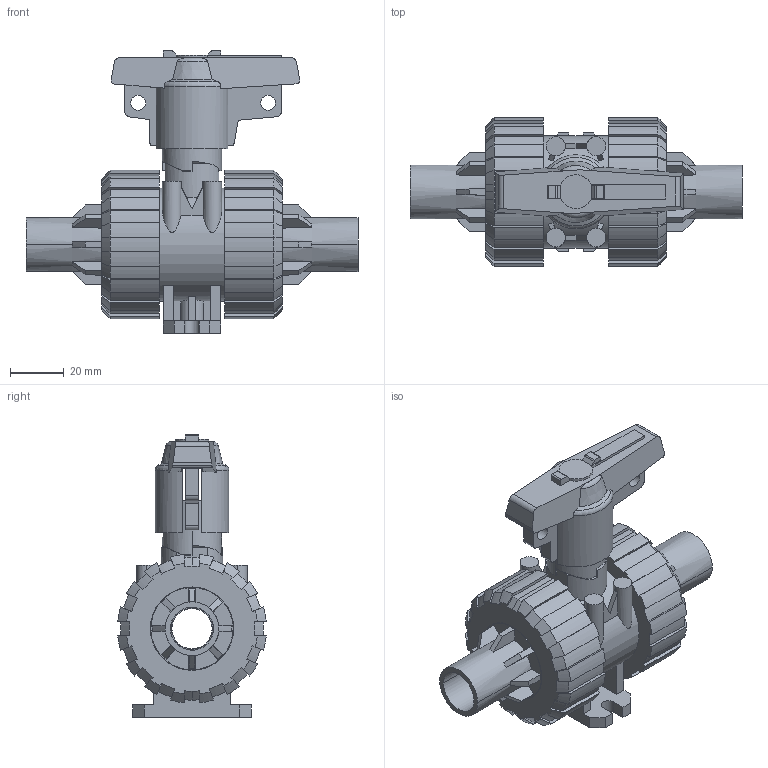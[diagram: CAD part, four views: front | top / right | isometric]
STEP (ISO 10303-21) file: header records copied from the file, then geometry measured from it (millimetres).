
FILE_DESCRIPTION(('STEP AP214'),'1');
FILE_NAME('cctmp_B33E739D-F889-4E50-9E19-A1F9E817D81D_2021_10_21_08_37_39_0897..stp','2021-10-21T06:37:40',('Praher Valves GmbH'),('CADClick - www.CADClick.com'),'Spatial InterOp 3D',' ','unknown authorization');
FILE_SCHEMA(('AUTOMOTIVE_DESIGN'));
Length unit declared in the file: millimetre
Products named in the file (7): cc_unnamed; 210058_5; 210058_4; 210058_3; 210058_2; 210058_1; 210058
Assembly tree (6 placements, depth 2):
  cc_unnamed
    210058_5
    210058_4
    210058_3
    210058_2
    210058_1
    210058
Bounding box: 123.5 x 55.24 x 105.17 mm (x, y, z)
Volume: 163960.4 mm3; surface area: 60881.9 mm2
Topology: 6 solids, 6 shells, 499 faces, 1440 edges, 960 vertices
Faces by surface type: plane 245, cylinder 118, cone 80, bspline 48, torus 8
Entity records: 22347 total; most frequent: CARTESIAN_POINT 5675, ORIENTED_EDGE 2880, DIRECTION 2356, EDGE_CURVE 1440, VERTEX_POINT 960, AXIS2_PLACEMENT_3D 842, LINE 672, VECTOR 672
